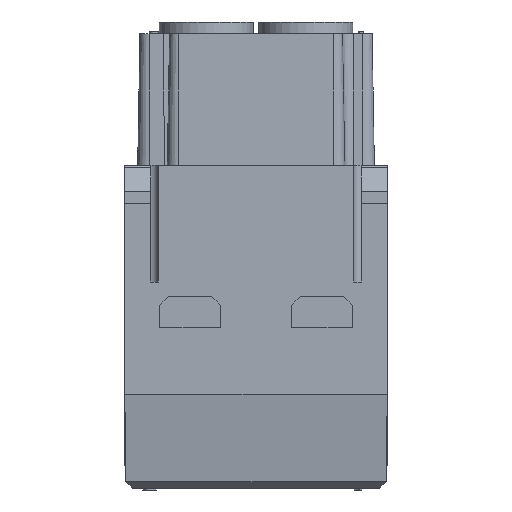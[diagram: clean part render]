
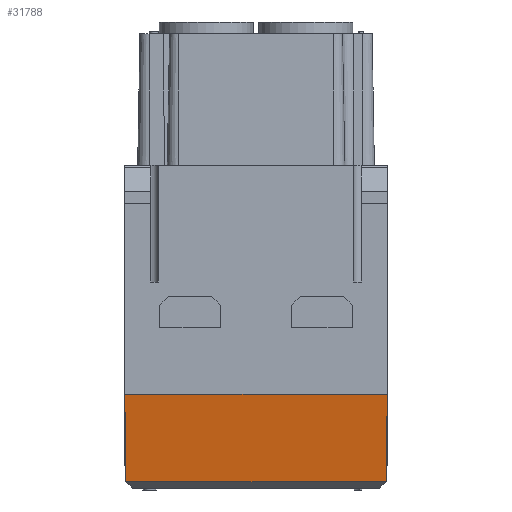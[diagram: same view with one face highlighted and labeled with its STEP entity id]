
A CAD part, left-side view. The second image highlights one B-rep face of the part: STEP entity #31788.
In plain terms, the highlighted planar face has unit normal (-0.99, 0, -0.141).
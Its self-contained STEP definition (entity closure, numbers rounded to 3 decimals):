
#870 = VECTOR ( 'NONE', #21480, 1000. ) ;
#1315 = VERTEX_POINT ( 'NONE', #47203 ) ;
#1792 = LINE ( 'NONE', #55712, #870 ) ;
#4518 = LINE ( 'NONE', #12993, #47516 ) ;
#4730 = DIRECTION ( 'NONE',  ( 0., -1., 0. ) ) ;
#5238 = EDGE_CURVE ( 'NONE', #6812, #27473, #56993, .T. ) ;
#5699 = CARTESIAN_POINT ( 'NONE',  ( -13.756, -14.55, -58.523 ) ) ;
#5898 = ORIENTED_EDGE ( 'NONE', *, *, #54550, .T. ) ;
#6070 = LINE ( 'NONE', #17669, #6903 ) ;
#6515 = ORIENTED_EDGE ( 'NONE', *, *, #5238, .F. ) ;
#6752 = CARTESIAN_POINT ( 'NONE',  ( -15.15, -14.63, -48.765 ) ) ;
#6812 = VERTEX_POINT ( 'NONE', #17780 ) ;
#6903 = VECTOR ( 'NONE', #12425, 1000. ) ;
#8288 = ORIENTED_EDGE ( 'NONE', *, *, #49039, .T. ) ;
#9173 = EDGE_CURVE ( 'NONE', #6812, #1315, #6070, .T. ) ;
#12425 = DIRECTION ( 'NONE',  ( 0.141, -0.007, -0.99 ) ) ;
#12993 = CARTESIAN_POINT ( 'NONE',  ( -14.462, 19.525, -53.58 ) ) ;
#13242 = ORIENTED_EDGE ( 'NONE', *, *, #42211, .T. ) ;
#15086 = PLANE ( 'NONE',  #35789 ) ;
#16465 = VECTOR ( 'NONE', #35493, 1000. ) ;
#17669 = CARTESIAN_POINT ( 'NONE',  ( -15.15, 14.626, -48.765 ) ) ;
#17780 = CARTESIAN_POINT ( 'NONE',  ( -15.15, 14.626, -48.765 ) ) ;
#17835 = DIRECTION ( 'NONE',  ( 0.1, -0.706, -0.701 ) ) ;
#18339 = EDGE_LOOP ( 'NONE', ( #28441, #8288, #5898, #13242, #6515, #27825 ) ) ;
#18545 = VERTEX_POINT ( 'NONE', #36455 ) ;
#21197 = CARTESIAN_POINT ( 'NONE',  ( -15.15, 14.648, -48.765 ) ) ;
#21480 = DIRECTION ( 'NONE',  ( -0.1, -0.706, 0.701 ) ) ;
#27473 = VERTEX_POINT ( 'NONE', #6752 ) ;
#27785 = CARTESIAN_POINT ( 'NONE',  ( -13.756, -13.802, -58.523 ) ) ;
#27825 = ORIENTED_EDGE ( 'NONE', *, *, #9173, .T. ) ;
#27848 = DIRECTION ( 'NONE',  ( -0.141, -0.007, 0.99 ) ) ;
#28441 = ORIENTED_EDGE ( 'NONE', *, *, #40627, .T. ) ;
#31788 = ADVANCED_FACE ( 'NONE', ( #43533 ), #15086, .F. ) ;
#35018 = VERTEX_POINT ( 'NONE', #5699 ) ;
#35493 = DIRECTION ( 'NONE',  ( 0., -1., 0. ) ) ;
#35789 = AXIS2_PLACEMENT_3D ( 'NONE', #48518, #57676, #4730 ) ;
#36143 = CARTESIAN_POINT ( 'NONE',  ( -15.12, -14.628, -48.978 ) ) ;
#36364 = CARTESIAN_POINT ( 'NONE',  ( -13.757, -14.558, -58.515 ) ) ;
#36455 = CARTESIAN_POINT ( 'NONE',  ( -13.756, 14.546, -58.523 ) ) ;
#40627 = EDGE_CURVE ( 'NONE', #1315, #18545, #4518, .T. ) ;
#42211 = EDGE_CURVE ( 'NONE', #49833, #27473, #51129, .T. ) ;
#43533 = FACE_OUTER_BOUND ( 'NONE', #18339, .T. ) ;
#46895 = LINE ( 'NONE', #27785, #48515 ) ;
#47203 = CARTESIAN_POINT ( 'NONE',  ( -13.757, 14.553, -58.515 ) ) ;
#47516 = VECTOR ( 'NONE', #17835, 1000. ) ;
#48515 = VECTOR ( 'NONE', #55598, 1000. ) ;
#48518 = CARTESIAN_POINT ( 'NONE',  ( -15.15, 14.648, -48.765 ) ) ;
#49039 = EDGE_CURVE ( 'NONE', #18545, #35018, #46895, .T. ) ;
#49833 = VERTEX_POINT ( 'NONE', #36364 ) ;
#51129 = LINE ( 'NONE', #36143, #51233 ) ;
#51233 = VECTOR ( 'NONE', #27848, 1000. ) ;
#54550 = EDGE_CURVE ( 'NONE', #35018, #49833, #1792, .T. ) ;
#55598 = DIRECTION ( 'NONE',  ( 0., -1., 0. ) ) ;
#55712 = CARTESIAN_POINT ( 'NONE',  ( -12.39, -4.919, -68.083 ) ) ;
#56993 = LINE ( 'NONE', #21197, #16465 ) ;
#57676 = DIRECTION ( 'NONE',  ( 0.99, 0., 0.141 ) ) ;
